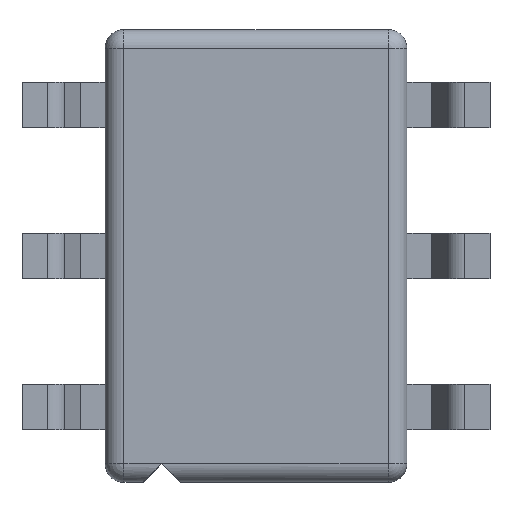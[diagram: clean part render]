
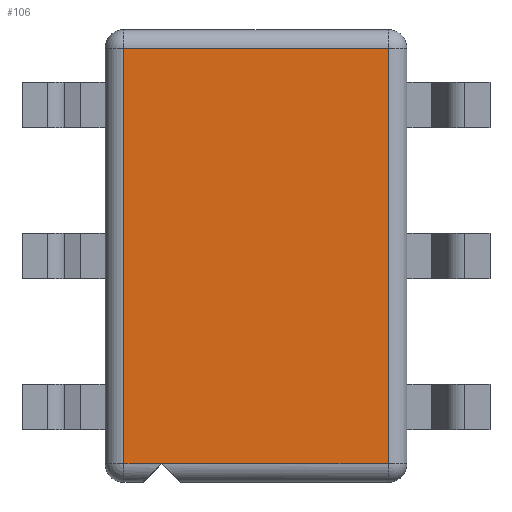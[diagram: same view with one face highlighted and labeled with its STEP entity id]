
A CAD part, front view. The second image highlights one B-rep face of the part: STEP entity #106.
In plain terms, the highlighted planar face has unit normal (0, -1, 0).
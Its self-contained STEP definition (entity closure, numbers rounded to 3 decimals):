
#2 = VECTOR ( 'NONE', #3075, 1000. ) ;
#103 = CARTESIAN_POINT ( 'NONE',  ( -0.25, 0., -5.75 ) ) ;
#106 = ADVANCED_FACE ( 'NONE', ( #651 ), #2836, .T. ) ;
#111 = VECTOR ( 'NONE', #3629, 1000. ) ;
#133 = EDGE_CURVE ( 'NONE', #695, #2666, #4741, .T. ) ;
#174 = ORIENTED_EDGE ( 'NONE', *, *, #718, .F. ) ;
#228 = DIRECTION ( 'NONE',  ( 0., 0., -1. ) ) ;
#252 = CARTESIAN_POINT ( 'NONE',  ( -3.75, 0., -0.25 ) ) ;
#388 = CARTESIAN_POINT ( 'NONE',  ( -3.25, 0., -5.75 ) ) ;
#463 = EDGE_CURVE ( 'NONE', #4754, #756, #1545, .T. ) ;
#466 = CARTESIAN_POINT ( 'NONE',  ( -3.75, 0., -5.75 ) ) ;
#609 = ORIENTED_EDGE ( 'NONE', *, *, #898, .T. ) ;
#651 = FACE_OUTER_BOUND ( 'NONE', #2391, .T. ) ;
#695 = VERTEX_POINT ( 'NONE', #252 ) ;
#718 = EDGE_CURVE ( 'NONE', #756, #2666, #5055, .T. ) ;
#756 = VERTEX_POINT ( 'NONE', #388 ) ;
#898 = EDGE_CURVE ( 'NONE', #4626, #695, #4933, .T. ) ;
#1524 = CARTESIAN_POINT ( 'NONE',  ( -4., 0., -5.75 ) ) ;
#1545 = LINE ( 'NONE', #1524, #2 ) ;
#1636 = VECTOR ( 'NONE', #228, 1000. ) ;
#1649 = VECTOR ( 'NONE', #3760, 1000. ) ;
#1740 = DIRECTION ( 'NONE',  ( 0., 0., -1. ) ) ;
#1784 = DIRECTION ( 'NONE',  ( 0., 0., -1. ) ) ;
#2073 = CARTESIAN_POINT ( 'NONE',  ( 0., 0., -3. ) ) ;
#2271 = VECTOR ( 'NONE', #1784, 1000. ) ;
#2391 = EDGE_LOOP ( 'NONE', ( #2794, #174, #4979, #2584, #609 ) ) ;
#2572 = CARTESIAN_POINT ( 'NONE',  ( -4., 0., -5.75 ) ) ;
#2584 = ORIENTED_EDGE ( 'NONE', *, *, #4192, .F. ) ;
#2666 = VERTEX_POINT ( 'NONE', #466 ) ;
#2794 = ORIENTED_EDGE ( 'NONE', *, *, #133, .T. ) ;
#2836 = PLANE ( 'NONE',  #5000 ) ;
#2843 = CARTESIAN_POINT ( 'NONE',  ( -4., 0., -0.25 ) ) ;
#3075 = DIRECTION ( 'NONE',  ( -1., 0., 0. ) ) ;
#3348 = CARTESIAN_POINT ( 'NONE',  ( -0.25, 0., -3. ) ) ;
#3629 = DIRECTION ( 'NONE',  ( -1., 0., 0. ) ) ;
#3760 = DIRECTION ( 'NONE',  ( -1., 0., 0. ) ) ;
#3936 = CARTESIAN_POINT ( 'NONE',  ( -0.25, 0., -0.25 ) ) ;
#4192 = EDGE_CURVE ( 'NONE', #4626, #4754, #4651, .T. ) ;
#4626 = VERTEX_POINT ( 'NONE', #3936 ) ;
#4651 = LINE ( 'NONE', #3348, #2271 ) ;
#4741 = LINE ( 'NONE', #4867, #1636 ) ;
#4754 = VERTEX_POINT ( 'NONE', #103 ) ;
#4779 = DIRECTION ( 'NONE',  ( 0., -1., 0. ) ) ;
#4867 = CARTESIAN_POINT ( 'NONE',  ( -3.75, 0., -3. ) ) ;
#4933 = LINE ( 'NONE', #2843, #111 ) ;
#4979 = ORIENTED_EDGE ( 'NONE', *, *, #463, .F. ) ;
#5000 = AXIS2_PLACEMENT_3D ( 'NONE', #2073, #4779, #1740 ) ;
#5055 = LINE ( 'NONE', #2572, #1649 ) ;
